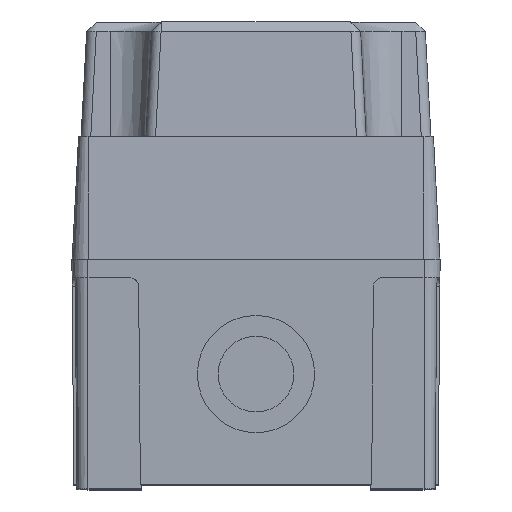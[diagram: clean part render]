
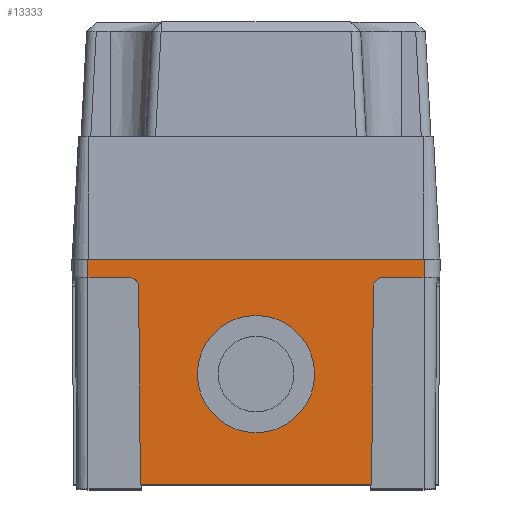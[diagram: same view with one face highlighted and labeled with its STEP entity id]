
A CAD part, top view. The second image highlights one B-rep face of the part: STEP entity #13333.
In plain terms, the highlighted planar face has unit normal (0, -0.009, 1).
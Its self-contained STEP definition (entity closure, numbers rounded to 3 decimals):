
#73 = CARTESIAN_POINT ( 'NONE',  ( 36.55, 0., 65.05 ) ) ;
#132 = EDGE_CURVE ( 'NONE', #13815, #10530, #9506, .T. ) ;
#288 = CARTESIAN_POINT ( 'NONE',  ( -36.55, 0., 65.05 ) ) ;
#369 = PLANE ( 'NONE',  #9476 ) ;
#644 = CARTESIAN_POINT ( 'NONE',  ( -36.55, -4., 65.015 ) ) ;
#878 = EDGE_CURVE ( 'NONE', #9369, #12693, #8152, .T. ) ;
#929 = DIRECTION ( 'NONE',  ( 0., -1., -0.009 ) ) ;
#1085 = CARTESIAN_POINT ( 'NONE',  ( 27.533, -4., 65.015 ) ) ;
#1211 = CARTESIAN_POINT ( 'NONE',  ( 27.533, -4., 65.015 ) ) ;
#1329 = ORIENTED_EDGE ( 'NONE', *, *, #132, .F. ) ;
#1972 = ORIENTED_EDGE ( 'NONE', *, *, #6197, .T. ) ;
#2805 = DIRECTION ( 'NONE',  ( 0., -1., -0.009 ) ) ;
#3030 = CARTESIAN_POINT ( 'NONE',  ( 0., -37.756, 64.721 ) ) ;
#3297 = ORIENTED_EDGE ( 'NONE', *, *, #13196, .F. ) ;
#3309 = ORIENTED_EDGE ( 'NONE', *, *, #3799, .F. ) ;
#3793 = VERTEX_POINT ( 'NONE', #7364 ) ;
#3799 = EDGE_CURVE ( 'NONE', #12164, #12693, #12514, .T. ) ;
#3886 = CARTESIAN_POINT ( 'NONE',  ( 36.55, 0., 65.05 ) ) ;
#3936 = LINE ( 'NONE', #73, #9007 ) ;
#4117 = VECTOR ( 'NONE', #4834, 1000. ) ;
#4140 = ORIENTED_EDGE ( 'NONE', *, *, #13670, .F. ) ;
#4424 = VECTOR ( 'NONE', #10319, 1000. ) ;
#4545 = DIRECTION ( 'NONE',  ( 0., -0.009, 1. ) ) ;
#4613 = AXIS2_PLACEMENT_3D ( 'NONE', #11361, #15254, #929 ) ;
#4834 = DIRECTION ( 'NONE',  ( -0.009, 1., 0.009 ) ) ;
#6197 = EDGE_CURVE ( 'NONE', #13319, #11117, #3936, .T. ) ;
#6284 = EDGE_LOOP ( 'NONE', ( #9133, #1329 ) ) ;
#6342 = CARTESIAN_POINT ( 'NONE',  ( -36.55, -4., 65.015 ) ) ;
#6459 = CARTESIAN_POINT ( 'NONE',  ( 25.533, -5.983, 64.998 ) ) ;
#6580 = CARTESIAN_POINT ( 'NONE',  ( 36.55, -4., 65.015 ) ) ;
#6595 = DIRECTION ( 'NONE',  ( 1., 0., 0. ) ) ;
#6895 = CARTESIAN_POINT ( 'NONE',  ( -27.533, -4., 65.015 ) ) ;
#6928 = CARTESIAN_POINT ( 'NONE',  ( 25.157, -49., 64.622 ) ) ;
#6934 = EDGE_LOOP ( 'NONE', ( #16192, #12739, #9100, #1972, #4140, #3297, #12946, #11814, #3309, #7407 ) ) ;
#6999 = CARTESIAN_POINT ( 'NONE',  ( -36.55, 0., 65.05 ) ) ;
#7161 = EDGE_CURVE ( 'NONE', #12268, #10617, #15064, .T. ) ;
#7247 = VERTEX_POINT ( 'NONE', #6928 ) ;
#7364 = CARTESIAN_POINT ( 'NONE',  ( -36.55, 0., 65.05 ) ) ;
#7381 = EDGE_CURVE ( 'NONE', #16108, #9369, #14042, .T. ) ;
#7407 = ORIENTED_EDGE ( 'NONE', *, *, #9542, .T. ) ;
#7515 = CARTESIAN_POINT ( 'NONE',  ( -36.55, 0., 65.05 ) ) ;
#7808 = VECTOR ( 'NONE', #15984, 1000. ) ;
#7864 = LINE ( 'NONE', #13010, #9417 ) ;
#8107 = DIRECTION ( 'NONE',  ( 0., -0.009, 1. ) ) ;
#8152 =( BOUNDED_CURVE ( )  B_SPLINE_CURVE ( 3, ( #12595, #10062, #8803, #13951 ),
 .UNSPECIFIED., .F., .T. ) 
 B_SPLINE_CURVE_WITH_KNOTS ( ( 4, 4 ),
 ( 3.142, 4.704 ),
 .UNSPECIFIED. ) 
 CURVE ( )  GEOMETRIC_REPRESENTATION_ITEM ( )  RATIONAL_B_SPLINE_CURVE ( ( 1., 0.807, 0.807, 1. ) ) 
 REPRESENTATION_ITEM ( '' )  );
#8257 = DIRECTION ( 'NONE',  ( 1., 0., 0. ) ) ;
#8418 = DIRECTION ( 'NONE',  ( -0.009, -1., -0.009 ) ) ;
#8803 = CARTESIAN_POINT ( 'NONE',  ( -25.543, -4.819, 65.008 ) ) ;
#9007 = VECTOR ( 'NONE', #9088, 1000. ) ;
#9088 = DIRECTION ( 'NONE',  ( 0., 1., 0.009 ) ) ;
#9100 = ORIENTED_EDGE ( 'NONE', *, *, #11695, .F. ) ;
#9133 = ORIENTED_EDGE ( 'NONE', *, *, #10684, .F. ) ;
#9202 = VECTOR ( 'NONE', #11323, 1000. ) ;
#9369 = VERTEX_POINT ( 'NONE', #6895 ) ;
#9386 = FACE_BOUND ( 'NONE', #6284, .T. ) ;
#9417 = VECTOR ( 'NONE', #6595, 1000. ) ;
#9476 = AXIS2_PLACEMENT_3D ( 'NONE', #288, #8107, #2805 ) ;
#9506 = CIRCLE ( 'NONE', #14908, 12.75 ) ;
#9542 = EDGE_CURVE ( 'NONE', #12164, #7247, #7864, .T. ) ;
#10062 = CARTESIAN_POINT ( 'NONE',  ( -26.369, -4., 65.015 ) ) ;
#10132 = CARTESIAN_POINT ( 'NONE',  ( 25.543, -4.819, 65.008 ) ) ;
#10153 = CARTESIAN_POINT ( 'NONE',  ( -36.55, -4., 65.015 ) ) ;
#10319 = DIRECTION ( 'NONE',  ( 1., 0., 0. ) ) ;
#10530 = VERTEX_POINT ( 'NONE', #3030 ) ;
#10617 = VERTEX_POINT ( 'NONE', #1085 ) ;
#10684 = EDGE_CURVE ( 'NONE', #10530, #13815, #11022, .T. ) ;
#10817 = CARTESIAN_POINT ( 'NONE',  ( -25.157, -49., 64.622 ) ) ;
#10837 = LINE ( 'NONE', #644, #7808 ) ;
#11022 = CIRCLE ( 'NONE', #4613, 12.75 ) ;
#11117 = VERTEX_POINT ( 'NONE', #3886 ) ;
#11212 = CARTESIAN_POINT ( 'NONE',  ( 0., -12.257, 64.943 ) ) ;
#11323 = DIRECTION ( 'NONE',  ( 0., 1., 0.009 ) ) ;
#11361 = CARTESIAN_POINT ( 'NONE',  ( 0., -25.007, 64.832 ) ) ;
#11563 = LINE ( 'NONE', #7515, #9202 ) ;
#11695 = EDGE_CURVE ( 'NONE', #13319, #10617, #10837, .T. ) ;
#11814 = ORIENTED_EDGE ( 'NONE', *, *, #878, .T. ) ;
#11818 = CARTESIAN_POINT ( 'NONE',  ( 25.533, -5.983, 64.998 ) ) ;
#12164 = VERTEX_POINT ( 'NONE', #10817 ) ;
#12268 = VERTEX_POINT ( 'NONE', #6459 ) ;
#12514 = LINE ( 'NONE', #16413, #4117 ) ;
#12595 = CARTESIAN_POINT ( 'NONE',  ( -27.533, -4., 65.015 ) ) ;
#12692 = CARTESIAN_POINT ( 'NONE',  ( -25.533, -5.983, 64.998 ) ) ;
#12693 = VERTEX_POINT ( 'NONE', #12692 ) ;
#12739 = ORIENTED_EDGE ( 'NONE', *, *, #7161, .T. ) ;
#12946 = ORIENTED_EDGE ( 'NONE', *, *, #7381, .T. ) ;
#13010 = CARTESIAN_POINT ( 'NONE',  ( -36.55, -49., 64.622 ) ) ;
#13196 = EDGE_CURVE ( 'NONE', #16108, #3793, #11563, .T. ) ;
#13249 = VECTOR ( 'NONE', #8257, 1000. ) ;
#13319 = VERTEX_POINT ( 'NONE', #6580 ) ;
#13333 = ADVANCED_FACE ( 'NONE', ( #9386, #15884 ), #369, .T. ) ;
#13489 = CARTESIAN_POINT ( 'NONE',  ( 25.58, -0.542, 65.045 ) ) ;
#13670 = EDGE_CURVE ( 'NONE', #3793, #11117, #15952, .T. ) ;
#13815 = VERTEX_POINT ( 'NONE', #11212 ) ;
#13951 = CARTESIAN_POINT ( 'NONE',  ( -25.533, -5.983, 64.998 ) ) ;
#14042 = LINE ( 'NONE', #10153, #4424 ) ;
#14512 = CARTESIAN_POINT ( 'NONE',  ( 0., -25.007, 64.832 ) ) ;
#14600 = DIRECTION ( 'NONE',  ( 0., -1., -0.009 ) ) ;
#14908 = AXIS2_PLACEMENT_3D ( 'NONE', #14512, #4545, #14600 ) ;
#14925 = LINE ( 'NONE', #13489, #15820 ) ;
#15064 =( BOUNDED_CURVE ( )  B_SPLINE_CURVE ( 3, ( #11818, #10132, #15293, #1211 ),
 .UNSPECIFIED., .F., .T. ) 
 B_SPLINE_CURVE_WITH_KNOTS ( ( 4, 4 ),
 ( 1.58, 3.142 ),
 .UNSPECIFIED. ) 
 CURVE ( )  GEOMETRIC_REPRESENTATION_ITEM ( )  RATIONAL_B_SPLINE_CURVE ( ( 1., 0.807, 0.807, 1. ) ) 
 REPRESENTATION_ITEM ( '' )  );
#15254 = DIRECTION ( 'NONE',  ( 0., -0.009, 1. ) ) ;
#15293 = CARTESIAN_POINT ( 'NONE',  ( 26.369, -4., 65.015 ) ) ;
#15426 = EDGE_CURVE ( 'NONE', #12268, #7247, #14925, .T. ) ;
#15820 = VECTOR ( 'NONE', #8418, 1000. ) ;
#15884 = FACE_OUTER_BOUND ( 'NONE', #6934, .T. ) ;
#15952 = LINE ( 'NONE', #6999, #13249 ) ;
#15984 = DIRECTION ( 'NONE',  ( -1., 0., 0. ) ) ;
#16108 = VERTEX_POINT ( 'NONE', #6342 ) ;
#16192 = ORIENTED_EDGE ( 'NONE', *, *, #15426, .F. ) ;
#16413 = CARTESIAN_POINT ( 'NONE',  ( -25.586, 0.096, 65.051 ) ) ;
